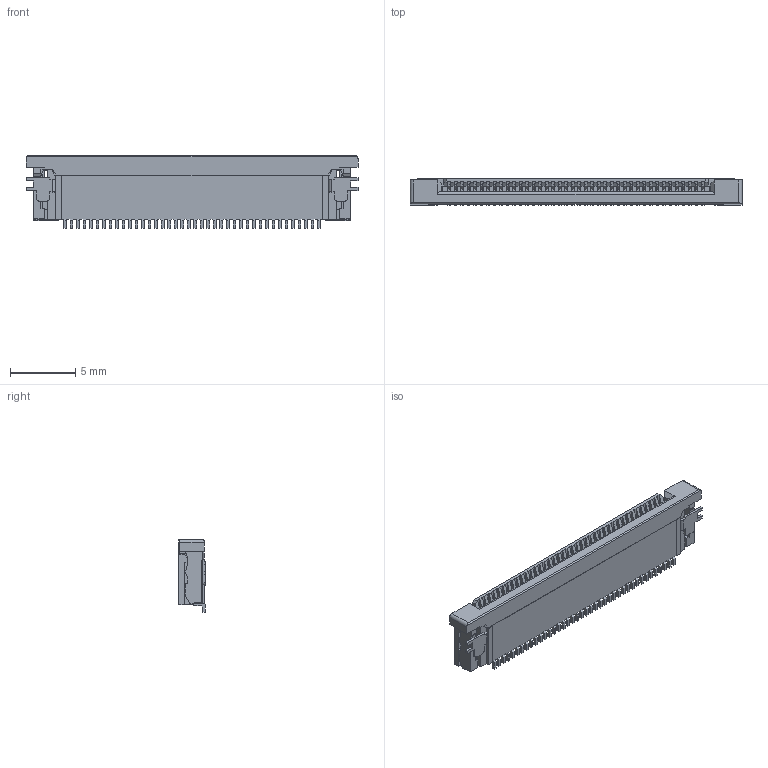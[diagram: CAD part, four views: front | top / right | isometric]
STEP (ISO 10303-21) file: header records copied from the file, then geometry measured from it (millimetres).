
FILE_DESCRIPTION((''),'2;1');
FILE_NAME('541044031','2019-06-20T',('gga'),(''),'PRO/ENGINEER BY PARAMETRIC TECHNOLOGY CORPORATION, 2016010','PRO/ENGINEER BY PARAMETRIC TECHNOLOGY CORPORATION, 2016010','');
FILE_SCHEMA(('CONFIG_CONTROL_DESIGN'));
Length unit declared in the file: millimetre
Products named in the file (1): 541044031
Bounding box: 25.5 x 2.05 x 5.6 mm (x, y, z)
Volume: 170.1 mm3; surface area: 1205.1 mm2
Topology: 1 solids, 1 shells, 1939 faces, 6545 edges, 4362 vertices
Faces by surface type: plane 1806, cylinder 133
Entity records: 69915 total; most frequent: ORIENTED_EDGE 12746, CARTESIAN_POINT 12700, DIRECTION 10685, EDGE_CURVE 6373, VECTOR 6273, LINE 6273, VERTEX_POINT 4190, AXIS2_PLACEMENT_3D 2206
